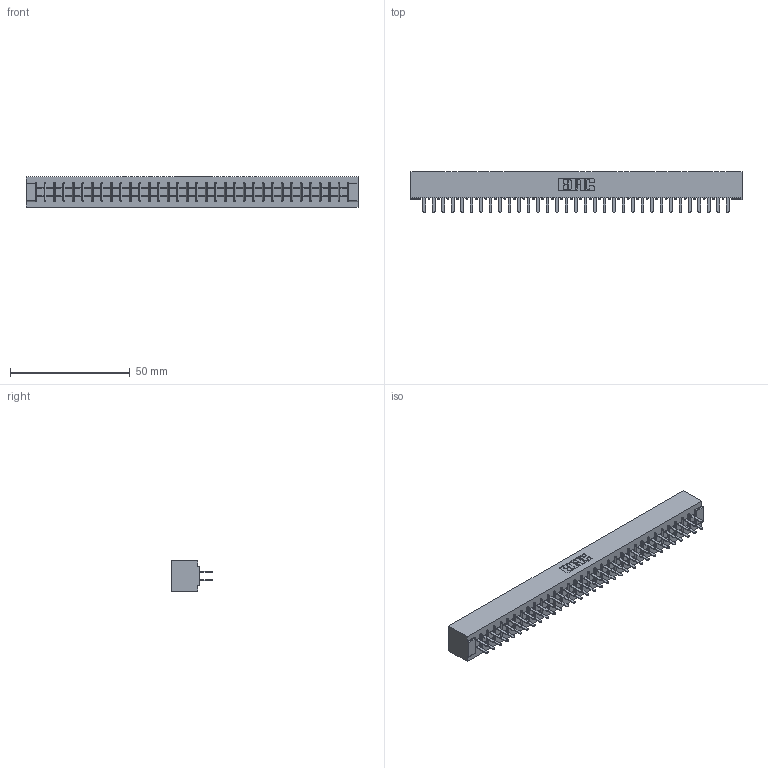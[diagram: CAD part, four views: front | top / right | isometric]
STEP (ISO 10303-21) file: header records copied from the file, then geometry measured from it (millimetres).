
FILE_DESCRIPTION (( 'STEP AP203' ), '1' );
FILE_NAME ('315-066-520-201.STEP', '2019-09-10T20:46:48', ( '' ), ( '' ), 'SwSTEP 2.0', 'SolidWorks 2016', '' );
FILE_SCHEMA (( 'CONFIG_CONTROL_DESIGN' ));
Length unit declared in the file: inch
Products named in the file (3): 305 Part_No Mounting; 315-066-520-201; 305-290-001_520
Assembly tree (67 placements, depth 2):
  315-066-520-201
    305 Part_No Mounting
    305-290-001_520  x66
Bounding box: 138.63 x 17.09 x 12.7 mm (x, y, z)
Volume: 14891.1 mm3; surface area: 19187.8 mm2
Topology: 67 solids, 67 shells, 3144 faces, 8971 edges, 5802 vertices
Faces by surface type: plane 1846, cylinder 1166, sphere 132
Entity records: 36428 total; most frequent: CARTESIAN_POINT 6025, ORIENTED_EDGE 5978, DIRECTION 5833, EDGE_CURVE 2989, LINE 2413, VECTOR 2413, VERTEX_POINT 1902, AXIS2_PLACEMENT_3D 1710
